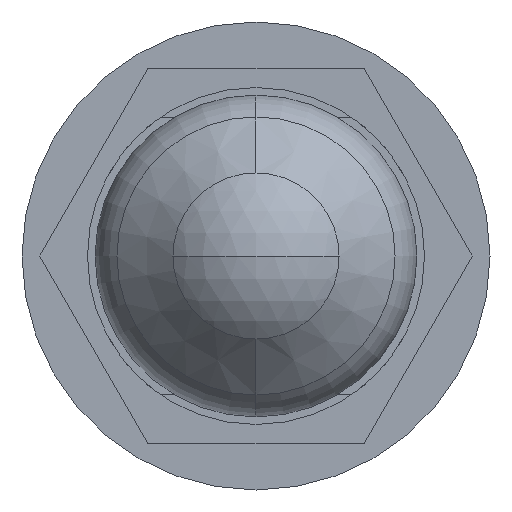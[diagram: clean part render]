
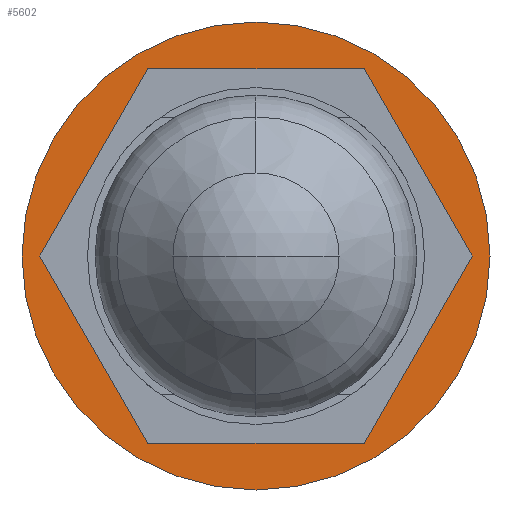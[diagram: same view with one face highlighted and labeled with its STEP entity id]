
A CAD part, left-side view. The second image highlights one B-rep face of the part: STEP entity #5602.
In plain terms, the highlighted planar face has unit normal (-1, 0, 0).
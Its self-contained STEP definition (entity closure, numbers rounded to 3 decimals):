
#205 = ORIENTED_EDGE ( 'NONE', *, *, #6256, .F. ) ;
#317 = AXIS2_PLACEMENT_3D ( 'NONE', #6748, #6229, #3052 ) ;
#449 = CARTESIAN_POINT ( 'NONE',  ( -2.5, 0., 0. ) ) ;
#687 = CARTESIAN_POINT ( 'NONE',  ( -2.5, 0., 0. ) ) ;
#709 = CARTESIAN_POINT ( 'NONE',  ( -2.5, 0., 4.85 ) ) ;
#870 = DIRECTION ( 'NONE',  ( -1., 0., 0. ) ) ;
#991 = DIRECTION ( 'NONE',  ( 0., 0., 1. ) ) ;
#1051 = FACE_OUTER_BOUND ( 'NONE', #2773, .T. ) ;
#1080 = EDGE_CURVE ( 'NONE', #2334, #6136, #6114, .T. ) ;
#1253 = DIRECTION ( 'NONE',  ( 0., 0., 1. ) ) ;
#1379 = ORIENTED_EDGE ( 'NONE', *, *, #2084, .T. ) ;
#1661 = AXIS2_PLACEMENT_3D ( 'NONE', #449, #4182, #991 ) ;
#1727 = CARTESIAN_POINT ( 'NONE',  ( -2.5, 0., -6.25 ) ) ;
#1922 = VERTEX_POINT ( 'NONE', #1727 ) ;
#2084 = EDGE_CURVE ( 'NONE', #1922, #6052, #6014, .T. ) ;
#2334 = VERTEX_POINT ( 'NONE', #3894 ) ;
#2501 = FACE_BOUND ( 'NONE', #6916, .T. ) ;
#2539 = CARTESIAN_POINT ( 'NONE',  ( -2.5, 0., 0. ) ) ;
#2625 = AXIS2_PLACEMENT_3D ( 'NONE', #687, #4441, #1253 ) ;
#2773 = EDGE_LOOP ( 'NONE', ( #1379, #5941 ) ) ;
#3052 = DIRECTION ( 'NONE',  ( 0., 0., 1. ) ) ;
#3068 = DIRECTION ( 'NONE',  ( 0., 0., 1. ) ) ;
#3411 = CIRCLE ( 'NONE', #6948, 6.25 ) ;
#3847 = CARTESIAN_POINT ( 'NONE',  ( -2.5, 0., 6.25 ) ) ;
#3894 = CARTESIAN_POINT ( 'NONE',  ( -2.5, 0., -4.85 ) ) ;
#4072 = CARTESIAN_POINT ( 'NONE',  ( -2.5, 0., 0. ) ) ;
#4126 = CIRCLE ( 'NONE', #6496, 4.85 ) ;
#4182 = DIRECTION ( 'NONE',  ( -1., 0., 0. ) ) ;
#4441 = DIRECTION ( 'NONE',  ( -1., 0., 0. ) ) ;
#4618 = DIRECTION ( 'NONE',  ( 0., 0., 1. ) ) ;
#4627 = PLANE ( 'NONE',  #317 ) ;
#5108 = ORIENTED_EDGE ( 'NONE', *, *, #1080, .F. ) ;
#5602 = ADVANCED_FACE ( 'NONE', ( #1051, #2501 ), #4627, .T. ) ;
#5941 = ORIENTED_EDGE ( 'NONE', *, *, #6754, .T. ) ;
#6014 = CIRCLE ( 'NONE', #1661, 6.25 ) ;
#6052 = VERTEX_POINT ( 'NONE', #3847 ) ;
#6114 = CIRCLE ( 'NONE', #2625, 4.85 ) ;
#6136 = VERTEX_POINT ( 'NONE', #709 ) ;
#6229 = DIRECTION ( 'NONE',  ( -1., 0., 0. ) ) ;
#6242 = DIRECTION ( 'NONE',  ( -1., 0., 0. ) ) ;
#6256 = EDGE_CURVE ( 'NONE', #6136, #2334, #4126, .T. ) ;
#6496 = AXIS2_PLACEMENT_3D ( 'NONE', #4072, #870, #4618 ) ;
#6748 = CARTESIAN_POINT ( 'NONE',  ( -2.5, 0., 0. ) ) ;
#6754 = EDGE_CURVE ( 'NONE', #6052, #1922, #3411, .T. ) ;
#6916 = EDGE_LOOP ( 'NONE', ( #5108, #205 ) ) ;
#6948 = AXIS2_PLACEMENT_3D ( 'NONE', #2539, #6242, #3068 ) ;
